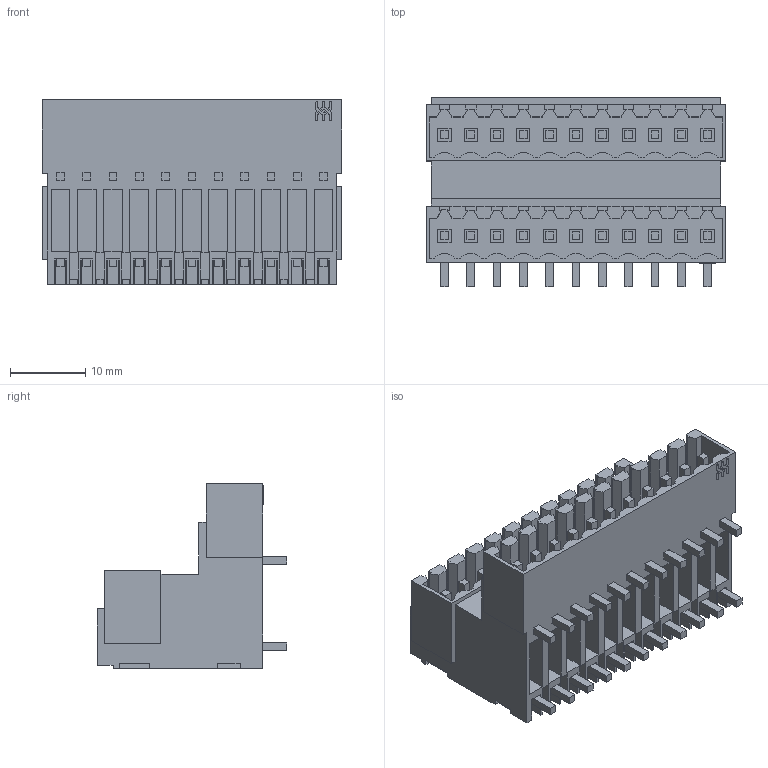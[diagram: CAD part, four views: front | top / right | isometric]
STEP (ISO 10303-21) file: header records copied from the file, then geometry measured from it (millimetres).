
FILE_DESCRIPTION(('CATIA V5 STEP Exchange','CAx-IF Rec.Pracs.--- Model Styling and Organization---1.2---2011-12-15'),'2;1');
FILE_NAME ('D1454346_0_1669650000_1669650000.stp','2016-09-26T13:08:49+00:00',('none'),('Weidmueller'),'CATIA Version 5-6 Release 2014','CATIA V5 STEP AP214','none');
FILE_SCHEMA(('AUTOMOTIVE_DESIGN { 1 0 10303 214 1 1 1 1 }'));
Length unit declared in the file: millimetre
Products named in the file (1): 1669650000_S
Bounding box: 39.9 x 25.2 x 24.55 mm (x, y, z)
Volume: 9016.5 mm3; surface area: 11623.1 mm2
Topology: 23 solids, 23 shells, 1255 faces, 3632 edges, 2470 vertices
Faces by surface type: plane 1125, cylinder 110, extrusion 20
Entity records: 37593 total; most frequent: ORIENTED_EDGE 7264, CARTESIAN_POINT 7118, DIRECTION 4694, EDGE_CURVE 3632, VECTOR 3364, LINE 3344, VERTEX_POINT 2470, EDGE_LOOP 1346
